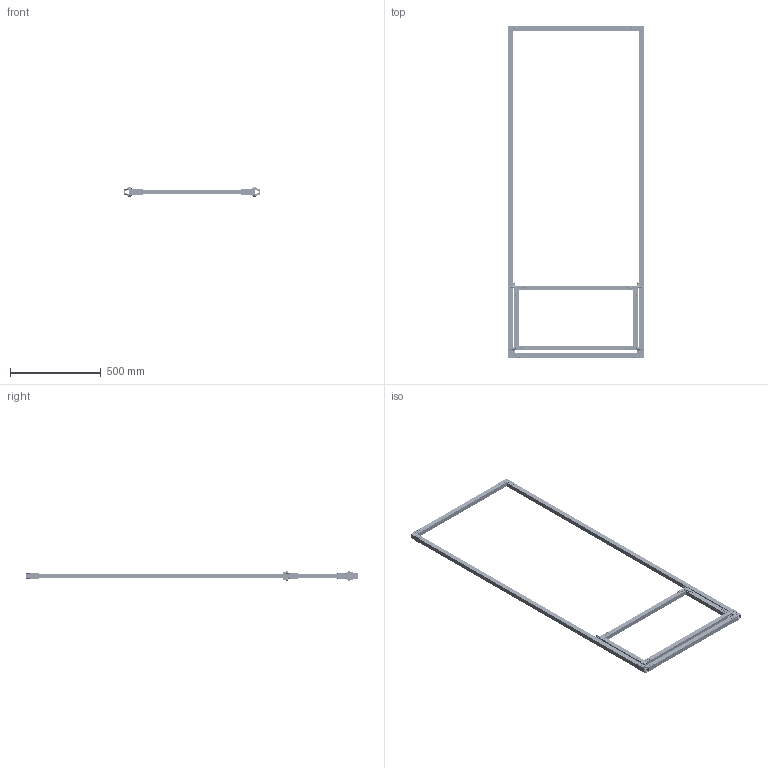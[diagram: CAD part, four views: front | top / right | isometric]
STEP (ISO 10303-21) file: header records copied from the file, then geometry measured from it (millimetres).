
FILE_DESCRIPTION (( 'STEP AP214' ), '1' );
FILE_NAME ('am-4783 1x1 CF Elevator 1 Stage Bearing and Structure Kit.STEP', '2022-11-30T15:30:19', ( '' ), ( '' ), 'SwSTEP 2.0', 'SolidWorks 2022', '' );
FILE_SCHEMA (( 'AUTOMOTIVE_DESIGN' ));
Length unit declared in the file: inch
Products named in the file (18): Mid Stage 27.375 Cross 1x1; 695-2Z Bearing_7804K108; Corner Bracket Example_Top Left Corner Bracket; 187 pop rivet; am-4783 1x1 CF Elevator 1 Stage Bearing and Structure Kit; 10-32x1750_shcs_HX-SHCS 0.19-32x1.375x1-C; 1x1 UniPlate V0.1 alt screw; am-4246 CF5 Crowned Cam Follower; AS31-10-44 Aluminum Spacer; Elevator Corner Bracket; M5 Nylock Nut 1_90576A104; Carriage 24.75 Cross 1x1; Carriage 14 Vertical; Corner Bracket Example_Top Right Corner Bracket; 10-32 Nylock Jam Nut_90633A411; am-4870 1x1 CF Elevator Corner Bearing Kit; Mid Stage 72 Vertical 1x1_2 Stage Elevator; FHCS 10-32x0.625_SCHCSCREW 0.19-32x0.625x0.625-HX-C
Assembly tree (56 placements, depth 3):
  am-4783 1x1 CF Elevator 1 Stage Bearing and Structure Kit
    Mid Stage 27.375 Cross 1x1  x2
    Mid Stage 72 Vertical 1x1_2 Stage Elevator  x2
    Carriage 14 Vertical  x2
    Carriage 24.75 Cross 1x1  x2
    am-4870 1x1 CF Elevator Corner Bearing Kit  x4
      1x1 UniPlate V0.1 alt screw
      am-4246 CF5 Crowned Cam Follower
      695-2Z Bearing_7804K108
      M5 Nylock Nut 1_90576A104
      10-32 Nylock Jam Nut_90633A411
      10-32x1750_shcs_HX-SHCS 0.19-32x1.375x1-C
      AS31-10-44 Aluminum Spacer
      FHCS 10-32x0.625_SCHCSCREW 0.19-32x0.625x0.625-HX-C
    Corner Bracket Example_Top Right Corner Bracket  x8
      Elevator Corner Bracket
      187 pop rivet
    Corner Bracket Example_Top Left Corner Bracket  x8
      Elevator Corner Bracket
      187 pop rivet
Bounding box: 746.12 x 1828.8 x 54.53 mm (x, y, z)
Volume: 1179835.7 mm3; surface area: 1508417.8 mm2
Topology: 320 solids, 320 shells, 3408 faces, 7566 edges, 4810 vertices
Faces by surface type: cylinder 1188, plane 1156, cone 532, torus 420, sphere 96, bspline 16
Full cylindrical faces by diameter (mm): 1.5 x8, 2.921 x112, 4.091 x8, 4.178 x24, 4.255 x8, 4.342 x32, 4.788 x112, 4.826 x40, 4.851 x128, 4.9 x8, 4.92 x4, 5 x120, 5.105 x28, 5.294 x8, 6.08 x8, 7.937 x4, 7.938 x4, 8.209 x32, 9.2 x16, 9.525 x112, 9.791 x32, 10.213 x4, 12.959 x8, 13 x8
Entity records: 12576 total; most frequent: CARTESIAN_POINT 4035, DIRECTION 1582, ORIENTED_EDGE 1248, AXIS2_PLACEMENT_3D 659, EDGE_CURVE 624, EDGE_LOOP 526, VERTEX_POINT 454, FACE_OUTER_BOUND 413
